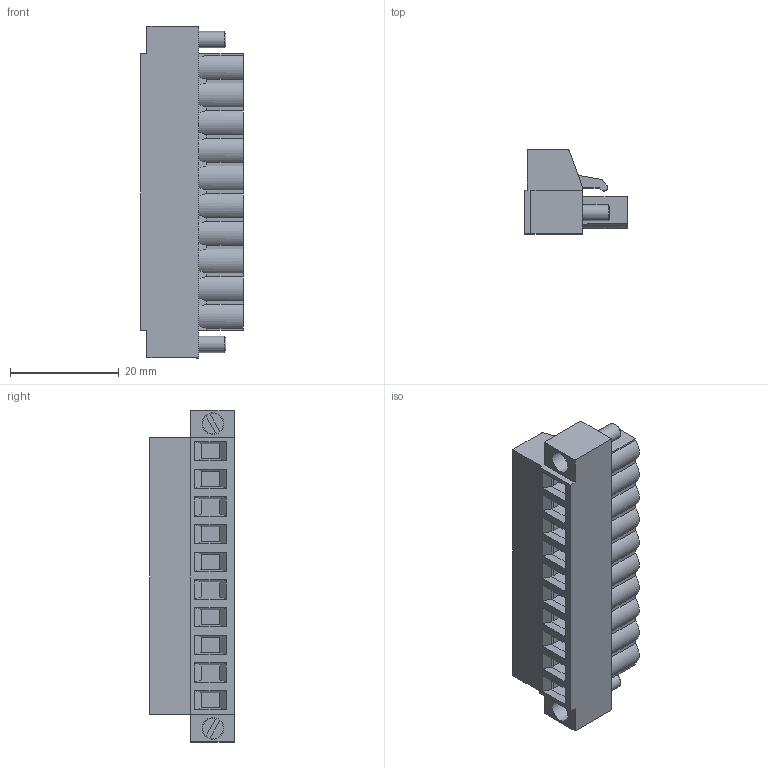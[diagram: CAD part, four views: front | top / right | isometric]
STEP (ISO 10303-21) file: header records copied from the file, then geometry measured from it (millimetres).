
FILE_DESCRIPTION( ( 'STEP AP214' ), '1' );
FILE_NAME( 'SH10-5,08-K.stp', ' ', ( ' ' ), ( ' ' ), 'PSStep 14.0', 'VISI 19.0', ' ' );
FILE_SCHEMA( ( 'AUTOMOTIVE_DESIGN { 1 0 10303 214 1 1 1 1 }' ) );
Length unit declared in the file: millimetre
Products named in the file (1): 1
Bounding box: 18.85 x 15.5 x 60.96 mm (x, y, z)
Volume: 9402.1 mm3; surface area: 6522.5 mm2
Topology: 1 solids, 1 shells, 406 faces, 974 edges, 639 vertices
Faces by surface type: plane 305, cylinder 79, cone 22
Full cylindrical faces by diameter (mm): 1.6 x10, 2.6 x10, 2.85 x10, 3 x2, 3.8 x10, 4 x12
Entity records: 14236 total; most frequent: DIRECTION 1901, CARTESIAN_POINT 1862, ORIENTED_EDGE 1714, EDGE_CURVE 857, AXIS2_PLACEMENT_3D 637, LINE 627, VECTOR 627, VERTEX_POINT 598
